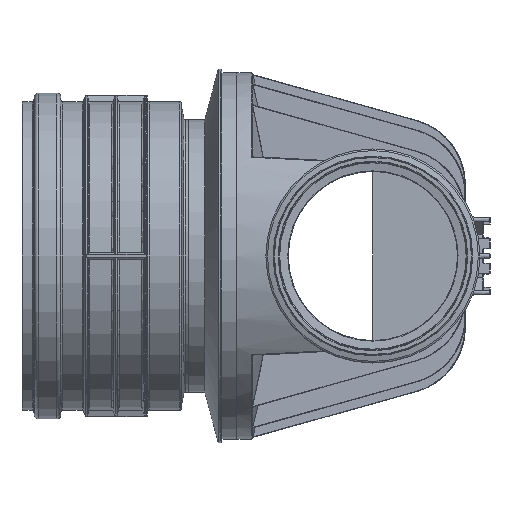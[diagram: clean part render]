
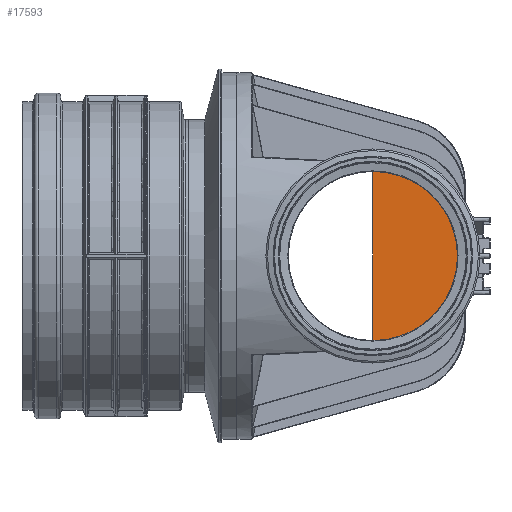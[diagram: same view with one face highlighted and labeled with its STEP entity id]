
A CAD part, left-side view. The second image highlights one B-rep face of the part: STEP entity #17593.
In plain terms, the highlighted face is planar.
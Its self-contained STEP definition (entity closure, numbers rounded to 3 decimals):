
#1399=B_SPLINE_CURVE_WITH_KNOTS('',3,(#27218,#27219,#27220,#27221),
 .UNSPECIFIED.,.F.,.F.,(4,4),(-0.154,-0.068),
 .UNSPECIFIED.);
#2197=FACE_OUTER_BOUND('',#3327,.T.);
#3327=EDGE_LOOP('',(#12416,#12417,#12418,#12419,#12420,#12421));
#4410=LINE('',#27583,#5257);
#4413=LINE('',#27979,#5260);
#5257=VECTOR('',#21468,10.);
#5260=VECTOR('',#21491,10.);
#6198=CIRCLE('',#18992,117.251);
#6199=CIRCLE('',#18994,117.25);
#6200=CIRCLE('',#18995,117.25);
#7198=VERTEX_POINT('',#27215);
#7199=VERTEX_POINT('',#27217);
#7207=VERTEX_POINT('',#27279);
#7216=VERTEX_POINT('',#27581);
#7233=VERTEX_POINT('',#27978);
#7236=VERTEX_POINT('',#28031);
#9073=EDGE_CURVE('',#7198,#7199,#1399,.T.);
#9095=EDGE_CURVE('',#7216,#7198,#4410,.T.);
#9121=EDGE_CURVE('',#7233,#7199,#4413,.T.);
#9127=EDGE_CURVE('',#7207,#7233,#6198,.T.);
#9128=EDGE_CURVE('',#7236,#7216,#6199,.T.);
#9129=EDGE_CURVE('',#7207,#7236,#6200,.T.);
#12416=ORIENTED_EDGE('',*,*,#9127,.T.);
#12417=ORIENTED_EDGE('',*,*,#9121,.T.);
#12418=ORIENTED_EDGE('',*,*,#9073,.F.);
#12419=ORIENTED_EDGE('',*,*,#9095,.F.);
#12420=ORIENTED_EDGE('',*,*,#9128,.F.);
#12421=ORIENTED_EDGE('',*,*,#9129,.F.);
#17263=PLANE('',#18993);
#17593=ADVANCED_FACE('',(#2197),#17263,.F.);
#18992=AXIS2_PLACEMENT_3D('',#28029,#21499,#21500);
#18993=AXIS2_PLACEMENT_3D('',#28030,#21501,#21502);
#18994=AXIS2_PLACEMENT_3D('',#28032,#21503,#21504);
#18995=AXIS2_PLACEMENT_3D('',#28033,#21505,#21506);
#21468=DIRECTION('',(0.,0.997,0.075));
#21491=DIRECTION('',(0.,0.052,-0.999));
#21499=DIRECTION('center_axis',(-1.,0.,0.));
#21500=DIRECTION('ref_axis',(0.,-0.03,-1.));
#21501=DIRECTION('center_axis',(1.,0.,0.));
#21502=DIRECTION('ref_axis',(0.,0.,-1.));
#21503=DIRECTION('center_axis',(-1.,0.,0.));
#21504=DIRECTION('ref_axis',(0.,-0.03,1.));
#21505=DIRECTION('center_axis',(-1.,0.,0.));
#21506=DIRECTION('ref_axis',(0.,-0.03,1.));
#27215=CARTESIAN_POINT('',(-207.718,0.006,117.198));
#27217=CARTESIAN_POINT('',(-207.718,0.863,117.193));
#27218=CARTESIAN_POINT('Ctrl Pts',(-207.718,0.006,117.198));
#27219=CARTESIAN_POINT('Ctrl Pts',(-207.718,0.292,117.197));
#27220=CARTESIAN_POINT('Ctrl Pts',(-207.718,0.577,117.195));
#27221=CARTESIAN_POINT('Ctrl Pts',(-207.718,0.863,117.193));
#27279=CARTESIAN_POINT('',(-207.718,0.,-117.198));
#27581=CARTESIAN_POINT('',(-207.718,0.,117.198));
#27583=CARTESIAN_POINT('',(-207.718,82.706,123.439));
#27978=CARTESIAN_POINT('',(-207.718,0.862,117.221));
#27979=CARTESIAN_POINT('',(-207.718,1.042,113.777));
#28029=CARTESIAN_POINT('Origin',(-207.718,3.5,0.));
#28030=CARTESIAN_POINT('Origin',(-207.718,0.,-117.198));
#28031=CARTESIAN_POINT('',(-207.718,-113.75,0.));
#28032=CARTESIAN_POINT('Origin',(-207.718,3.5,0.));
#28033=CARTESIAN_POINT('Origin',(-207.718,3.5,0.));
